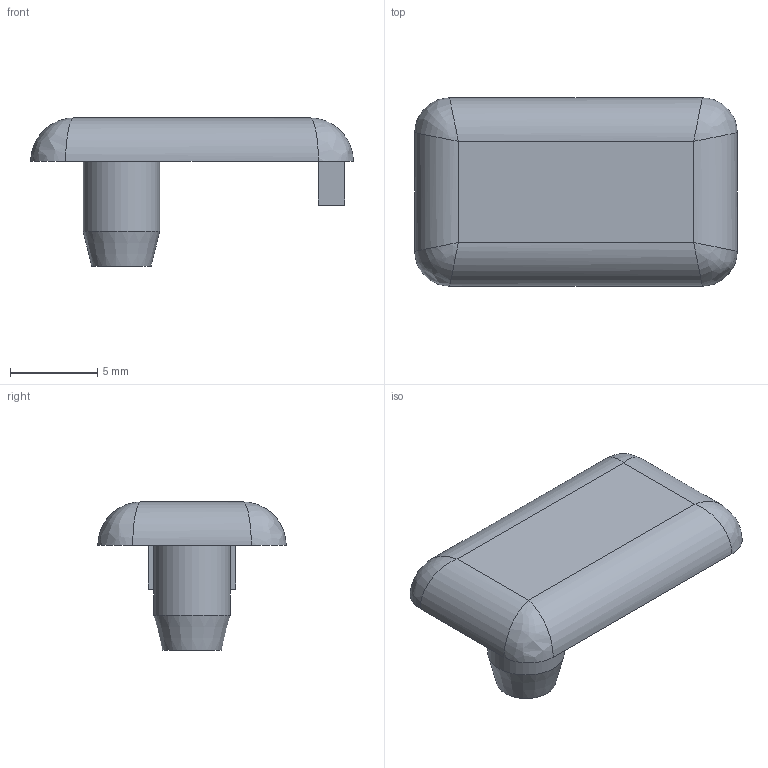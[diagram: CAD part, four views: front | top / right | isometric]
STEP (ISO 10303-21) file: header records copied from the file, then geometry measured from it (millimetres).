
FILE_DESCRIPTION(/* description */ ('terminale profilo 10,5x18,5'),/* implementation_level */ '2;1');
FILE_NAME(/* name */ '2020.stp',/* time_stamp */ '2024-09-17T08:50:55+02:00',/* author */ ('tecnico3.lc'),/* organization */ (''),/* preprocessor_version */ 'ST-DEVELOPER v18.1',/* originating_system */ 'Autodesk Inventor 2022',/* authorisation */ '');
FILE_SCHEMA (('AUTOMOTIVE_DESIGN { 1 0 10303 214 3 1 1 }'));
Length unit declared in the file: millimetre
Products named in the file (1): 2020
Bounding box: 18.5 x 10.8 x 8.5 mm (x, y, z)
Volume: 497.6 mm3; surface area: 620.4 mm2
Topology: 1 solids, 1 shells, 20 faces, 44 edges, 25 vertices
Faces by surface type: plane 9, cylinder 6, bspline 4, cone 1
Full cylindrical faces by diameter (mm): 2.4 x1, 4.4 x1
Entity records: 668 total; most frequent: CARTESIAN_POINT 202, DIRECTION 91, ORIENTED_EDGE 80, EDGE_CURVE 40, AXIS2_PLACEMENT_3D 34, VERTEX_POINT 25, EDGE_LOOP 23, LINE 23
